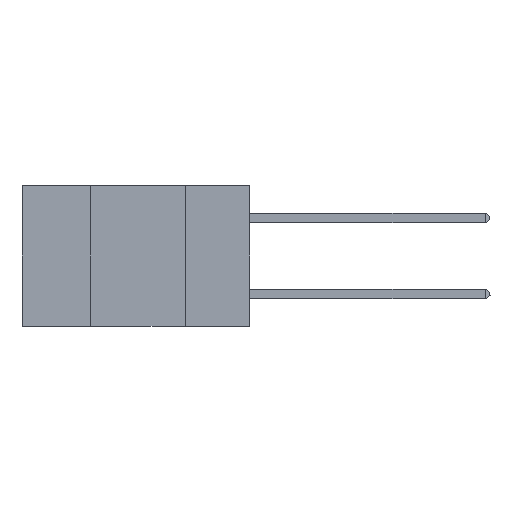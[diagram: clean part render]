
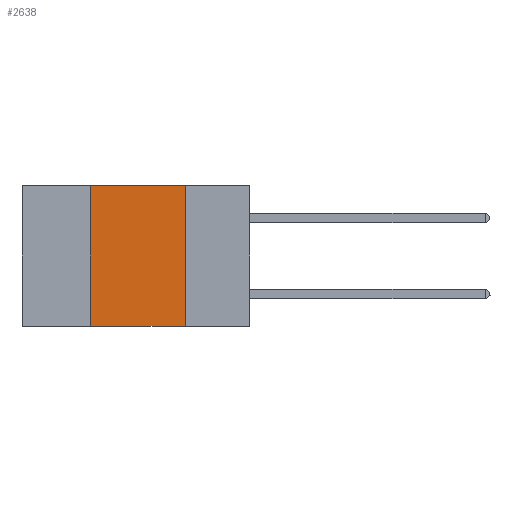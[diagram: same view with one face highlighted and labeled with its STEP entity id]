
A CAD part, left-side view. The second image highlights one B-rep face of the part: STEP entity #2638.
In plain terms, the highlighted planar face has unit normal (-1, 0, 0).
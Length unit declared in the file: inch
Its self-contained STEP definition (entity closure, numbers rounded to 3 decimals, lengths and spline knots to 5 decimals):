
#948 = DIRECTION ( 'NONE',  ( 0., -1., 0. ) ) ;
#974 = ORIENTED_EDGE ( 'NONE', *, *, #6309, .F. ) ;
#1099 = DIRECTION ( 'NONE',  ( 0., 0., 1. ) ) ;
#1954 = VERTEX_POINT ( 'NONE', #7326 ) ;
#2048 = LINE ( 'NONE', #13912, #6325 ) ;
#2170 = VECTOR ( 'NONE', #1099, 39.37008 ) ;
#2638 = ADVANCED_FACE ( 'NONE', ( #13129 ), #8883, .F. ) ;
#3072 = ORIENTED_EDGE ( 'NONE', *, *, #12552, .T. ) ;
#3232 = VERTEX_POINT ( 'NONE', #4964 ) ;
#3807 = DIRECTION ( 'NONE',  ( 1., 0., 0. ) ) ;
#4463 = CARTESIAN_POINT ( 'NONE',  ( 0., 0.6, 0. ) ) ;
#4964 = CARTESIAN_POINT ( 'NONE',  ( 0., 0.42, -0.37 ) ) ;
#5329 = CARTESIAN_POINT ( 'NONE',  ( 0., 0.17, -0.37 ) ) ;
#5362 = VECTOR ( 'NONE', #948, 39.37008 ) ;
#5401 = VERTEX_POINT ( 'NONE', #9153 ) ;
#5943 = LINE ( 'NONE', #6190, #5362 ) ;
#5964 = AXIS2_PLACEMENT_3D ( 'NONE', #11220, #3807, #12460 ) ;
#6190 = CARTESIAN_POINT ( 'NONE',  ( 0., 0.6, -0.37 ) ) ;
#6309 = EDGE_CURVE ( 'NONE', #1954, #13487, #2048, .T. ) ;
#6325 = VECTOR ( 'NONE', #11520, 39.37008 ) ;
#7326 = CARTESIAN_POINT ( 'NONE',  ( 0., 0.17, 0. ) ) ;
#8711 = EDGE_CURVE ( 'NONE', #5401, #1954, #14878, .T. ) ;
#8883 = PLANE ( 'NONE',  #5964 ) ;
#9153 = CARTESIAN_POINT ( 'NONE',  ( 0., 0.42, 0. ) ) ;
#9781 = VECTOR ( 'NONE', #15881, 39.37008 ) ;
#10782 = EDGE_LOOP ( 'NONE', ( #974, #12681, #11806, #3072 ) ) ;
#11220 = CARTESIAN_POINT ( 'NONE',  ( 0., 0.6, 0. ) ) ;
#11520 = DIRECTION ( 'NONE',  ( 0., 0., -1. ) ) ;
#11806 = ORIENTED_EDGE ( 'NONE', *, *, #14412, .F. ) ;
#12460 = DIRECTION ( 'NONE',  ( 0., 0., -1. ) ) ;
#12552 = EDGE_CURVE ( 'NONE', #3232, #13487, #5943, .T. ) ;
#12681 = ORIENTED_EDGE ( 'NONE', *, *, #8711, .F. ) ;
#13129 = FACE_OUTER_BOUND ( 'NONE', #10782, .T. ) ;
#13487 = VERTEX_POINT ( 'NONE', #5329 ) ;
#13610 = CARTESIAN_POINT ( 'NONE',  ( 0., 0.42, 0. ) ) ;
#13912 = CARTESIAN_POINT ( 'NONE',  ( 0., 0.17, 0. ) ) ;
#14412 = EDGE_CURVE ( 'NONE', #3232, #5401, #14513, .T. ) ;
#14513 = LINE ( 'NONE', #13610, #2170 ) ;
#14878 = LINE ( 'NONE', #4463, #9781 ) ;
#15881 = DIRECTION ( 'NONE',  ( 0., -1., 0. ) ) ;
